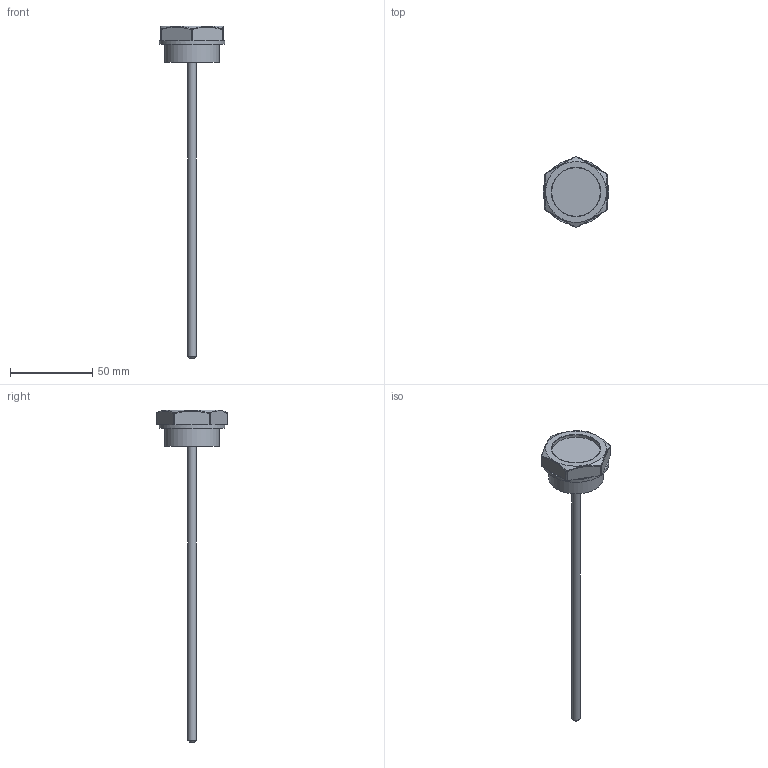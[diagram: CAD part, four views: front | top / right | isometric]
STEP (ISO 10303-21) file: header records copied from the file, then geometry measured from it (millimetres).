
FILE_DESCRIPTION( ( 'Unknown' ), '1' );
FILE_NAME( '6312630_TAO7.stp', 'Unknown', ( 'Unknown' ), ( 'Unknown' ), 'PSStep 14.0', 'Unknown', ' ' );
FILE_SCHEMA( ( 'AUTOMOTIVE_DESIGN { 1 0 10303 214 1 1 1 1 }' ) );
Length unit declared in the file: millimetre
Products named in the file (1): 6312529
Bounding box: 40 x 43.57 x 202 mm (x, y, z)
Volume: 20478.5 mm3; surface area: 9724 mm2
Topology: 1 solids, 6 shells, 71 faces, 152 edges, 93 vertices
Faces by surface type: plane 30, cylinder 16, bspline 12, cone 8, torus 5
Full cylindrical faces by diameter (mm): 5 x6, 22 x1, 29.5 x1, 33.249 x1, 40 x1
Entity records: 3990 total; most frequent: CARTESIAN_POINT 2076, DIRECTION 276, ORIENTED_EDGE 234, AXIS2_PLACEMENT_3D 123, EDGE_CURVE 117, EDGE_LOOP 104, FACE_OUTER_BOUND 86, VERTEX_POINT 81
